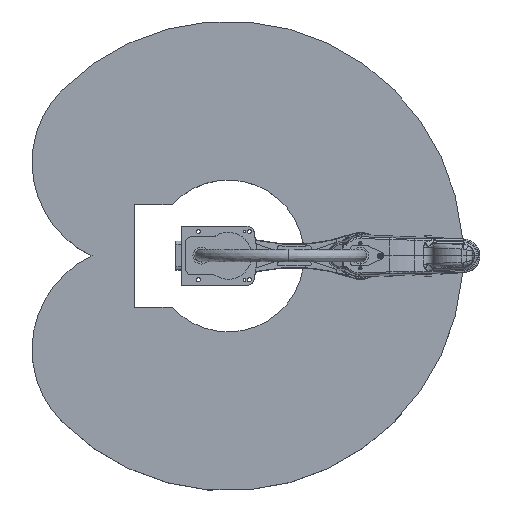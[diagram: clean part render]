
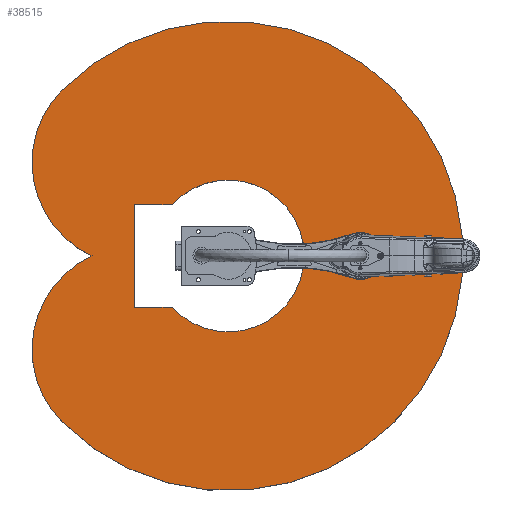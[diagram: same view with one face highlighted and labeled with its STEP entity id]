
A CAD part, top view. The second image highlights one B-rep face of the part: STEP entity #38515.
In plain terms, the highlighted planar face has unit normal (0, 0, 1).
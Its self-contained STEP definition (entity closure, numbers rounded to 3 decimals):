
#1213=FACE_BOUND('',#11993,.T.);
#3891=LINE('',#86228,#6379);
#3895=LINE('',#86235,#6383);
#3898=LINE('',#86241,#6386);
#6379=VECTOR('',#51821,10.);
#6383=VECTOR('',#51827,10.);
#6386=VECTOR('',#51832,10.);
#7304=PLANE('',#42340);
#9488=FACE_OUTER_BOUND('',#11992,.T.);
#11992=EDGE_LOOP('',(#33725,#33726,#33727));
#11993=EDGE_LOOP('',(#33728,#33729,#33730,#33731));
#13644=CIRCLE('',#42341,350.);
#13645=CIRCLE('',#42342,800.);
#13646=CIRCLE('',#42343,350.);
#13647=CIRCLE('',#42344,258.78);
#17927=VERTEX_POINT('',#86225);
#17928=VERTEX_POINT('',#86227);
#17930=VERTEX_POINT('',#86232);
#17932=VERTEX_POINT('',#86239);
#17933=VERTEX_POINT('',#86243);
#17934=VERTEX_POINT('',#86244);
#17935=VERTEX_POINT('',#86246);
#23192=EDGE_CURVE('',#17928,#17927,#3891,.T.);
#23196=EDGE_CURVE('',#17930,#17928,#3895,.T.);
#23199=EDGE_CURVE('',#17927,#17932,#3898,.T.);
#23200=EDGE_CURVE('',#17933,#17934,#13644,.T.);
#23201=EDGE_CURVE('',#17934,#17935,#13645,.T.);
#23202=EDGE_CURVE('',#17935,#17933,#13646,.T.);
#23203=EDGE_CURVE('',#17932,#17930,#13647,.T.);
#33725=ORIENTED_EDGE('',*,*,#23200,.T.);
#33726=ORIENTED_EDGE('',*,*,#23201,.T.);
#33727=ORIENTED_EDGE('',*,*,#23202,.T.);
#33728=ORIENTED_EDGE('',*,*,#23196,.T.);
#33729=ORIENTED_EDGE('',*,*,#23192,.T.);
#33730=ORIENTED_EDGE('',*,*,#23199,.T.);
#33731=ORIENTED_EDGE('',*,*,#23203,.T.);
#38515=ADVANCED_FACE('',(#9488,#1213),#7304,.T.);
#42340=AXIS2_PLACEMENT_3D('',#86242,#51833,#51834);
#42341=AXIS2_PLACEMENT_3D('',#86245,#51835,#51836);
#42342=AXIS2_PLACEMENT_3D('',#86247,#51837,#51838);
#42343=AXIS2_PLACEMENT_3D('',#86248,#51839,#51840);
#42344=AXIS2_PLACEMENT_3D('',#86249,#51841,#51842);
#51821=DIRECTION('',(0.,1.,0.));
#51827=DIRECTION('',(-1.,0.,0.));
#51832=DIRECTION('',(1.,0.,0.));
#51833=DIRECTION('center_axis',(0.,0.,1.));
#51834=DIRECTION('ref_axis',(1.,0.,0.));
#51835=DIRECTION('center_axis',(0.,0.,1.));
#51836=DIRECTION('ref_axis',(0.416,-0.909,0.));
#51837=DIRECTION('center_axis',(0.,0.,1.));
#51838=DIRECTION('ref_axis',(0.707,0.707,0.));
#51839=DIRECTION('center_axis',(0.,0.,1.));
#51840=DIRECTION('ref_axis',(0.707,-0.707,0.));
#51841=DIRECTION('center_axis',(0.,0.,-1.));
#51842=DIRECTION('ref_axis',(-1.,0.,0.));
#86225=CARTESIAN_POINT('',(-320.,175.,200.));
#86227=CARTESIAN_POINT('',(-320.,-175.,200.));
#86228=CARTESIAN_POINT('',(-320.,-87.5,200.));
#86232=CARTESIAN_POINT('',(-190.636,-175.,200.));
#86235=CARTESIAN_POINT('',(45.314,-175.,200.));
#86239=CARTESIAN_POINT('',(-190.636,175.,200.));
#86241=CARTESIAN_POINT('',(-152.186,175.,200.));
#86242=CARTESIAN_POINT('Origin',(15.627,0.,
200.));
#86243=CARTESIAN_POINT('',(-463.972,0.,200.));
#86244=CARTESIAN_POINT('',(-565.685,-565.685,200.));
#86245=CARTESIAN_POINT('Origin',(-318.198,-318.198,200.));
#86246=CARTESIAN_POINT('',(-565.685,565.685,200.));
#86247=CARTESIAN_POINT('Origin',(0.,0.,200.));
#86248=CARTESIAN_POINT('Origin',(-318.198,318.198,200.));
#86249=CARTESIAN_POINT('Origin',(0.,0.,200.));
